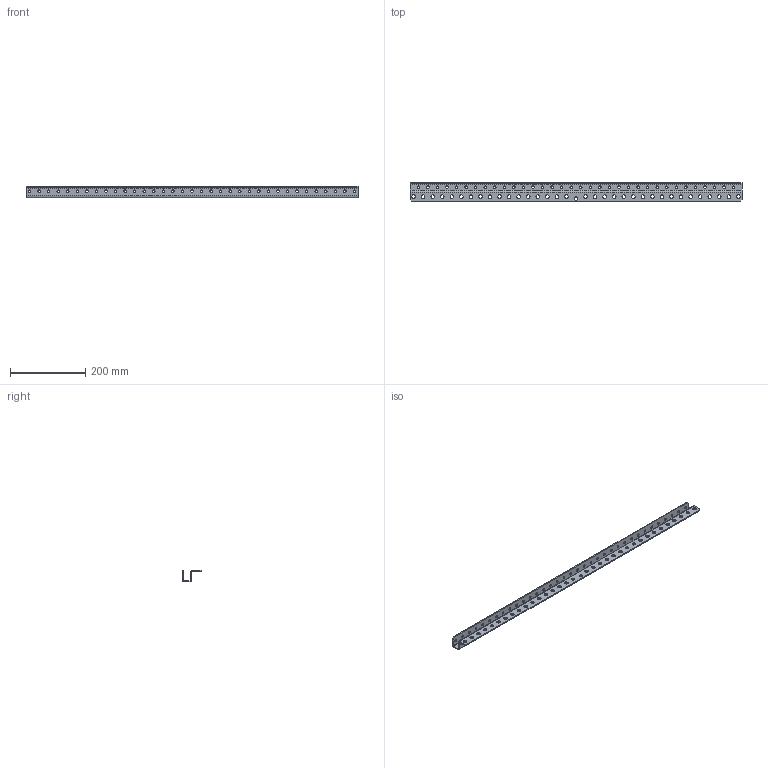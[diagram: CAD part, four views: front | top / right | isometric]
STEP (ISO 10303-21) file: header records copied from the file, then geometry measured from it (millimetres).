
FILE_DESCRIPTION((''),'2;1');
FILE_NAME('KitBot_RAIL.stp','2007-01-11T21:25:29',('uidk0133'),(''),'Autodesk Inventor (R) 6.0','Autodesk Inventor (R) 6.0','');
FILE_SCHEMA(('AUTOMOTIVE_DESIGN { 1 0 10303 214 1 1 1 1 }'));
Length unit declared in the file: inch
Products named in the file (1): KitBot_RAIL
Bounding box: 882.65 x 50.09 x 30.18 mm (x, y, z)
Volume: 251189.9 mm3; surface area: 180681 mm2
Topology: 1 solids, 1 shells, 300 faces, 894 edges, 596 vertices
Faces by surface type: bspline 278, plane 16, cylinder 6
Entity records: 14621 total; most frequent: CARTESIAN_POINT 6517, ORIENTED_EDGE 1788, DIRECTION 1508, EDGE_CURVE 894, VERTEX_POINT 596, AXIS2_PLACEMENT_3D 591, EDGE_LOOP 578, CIRCLE 568
